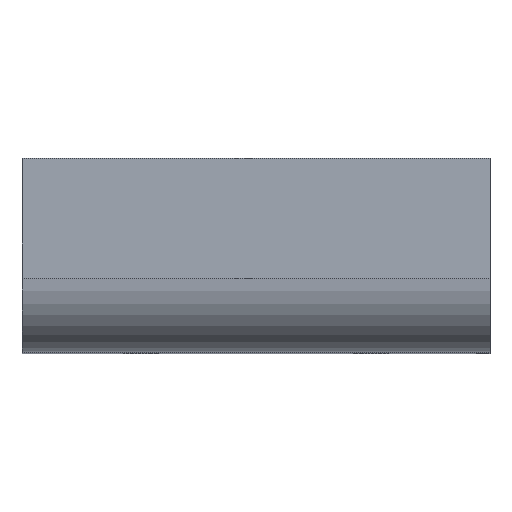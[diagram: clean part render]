
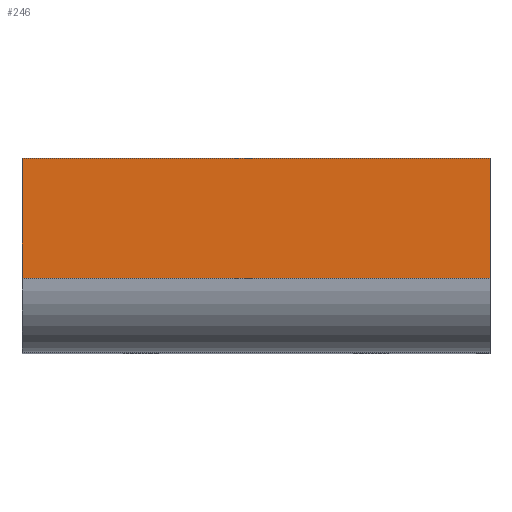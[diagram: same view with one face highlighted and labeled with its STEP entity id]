
A CAD part, top view. The second image highlights one B-rep face of the part: STEP entity #246.
In plain terms, the highlighted planar face has unit normal (0, 0, 1).
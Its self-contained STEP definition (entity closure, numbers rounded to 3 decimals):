
#77 = EDGE_CURVE ( 'NONE', #1212, #1537, #819, .T. ) ;
#91 = DIRECTION ( 'NONE',  ( 1., 0., 0. ) ) ;
#221 = CARTESIAN_POINT ( 'NONE',  ( 0., 26.2, 0. ) ) ;
#246 = ADVANCED_FACE ( 'NONE', ( #494 ), #1506, .T. ) ;
#340 = ORIENTED_EDGE ( 'NONE', *, *, #805, .F. ) ;
#375 = VERTEX_POINT ( 'NONE', #1119 ) ;
#448 = DIRECTION ( 'NONE',  ( -1., 0., 0. ) ) ;
#459 = ORIENTED_EDGE ( 'NONE', *, *, #77, .T. ) ;
#494 = FACE_OUTER_BOUND ( 'NONE', #1492, .T. ) ;
#503 = DIRECTION ( 'NONE',  ( 0., 1., 0. ) ) ;
#520 = ORIENTED_EDGE ( 'NONE', *, *, #1222, .T. ) ;
#576 = VECTOR ( 'NONE', #1303, 1000. ) ;
#591 = AXIS2_PLACEMENT_3D ( 'NONE', #748, #1264, #91 ) ;
#748 = CARTESIAN_POINT ( 'NONE',  ( 63.2, 0., 0. ) ) ;
#778 = EDGE_CURVE ( 'NONE', #375, #1496, #1435, .T. ) ;
#805 = EDGE_CURVE ( 'NONE', #375, #1537, #1159, .T. ) ;
#819 = LINE ( 'NONE', #949, #977 ) ;
#936 = VECTOR ( 'NONE', #1278, 1000. ) ;
#949 = CARTESIAN_POINT ( 'NONE',  ( 63.2, 26.2, 0. ) ) ;
#977 = VECTOR ( 'NONE', #448, 1000. ) ;
#1010 = CARTESIAN_POINT ( 'NONE',  ( 63.2, 10., 0. ) ) ;
#1015 = CARTESIAN_POINT ( 'NONE',  ( 63.2, 26.2, 0. ) ) ;
#1119 = CARTESIAN_POINT ( 'NONE',  ( 0., 10., 0. ) ) ;
#1159 = LINE ( 'NONE', #1673, #1426 ) ;
#1212 = VERTEX_POINT ( 'NONE', #1015 ) ;
#1222 = EDGE_CURVE ( 'NONE', #1496, #1212, #1421, .T. ) ;
#1264 = DIRECTION ( 'NONE',  ( 0., 0., 1. ) ) ;
#1278 = DIRECTION ( 'NONE',  ( 0., 1., 0. ) ) ;
#1303 = DIRECTION ( 'NONE',  ( 1., 0., 0. ) ) ;
#1421 = LINE ( 'NONE', #1433, #936 ) ;
#1426 = VECTOR ( 'NONE', #503, 1000. ) ;
#1433 = CARTESIAN_POINT ( 'NONE',  ( 63.2, 0., 0. ) ) ;
#1435 = LINE ( 'NONE', #1540, #576 ) ;
#1492 = EDGE_LOOP ( 'NONE', ( #340, #1636, #520, #459 ) ) ;
#1496 = VERTEX_POINT ( 'NONE', #1010 ) ;
#1506 = PLANE ( 'NONE',  #591 ) ;
#1537 = VERTEX_POINT ( 'NONE', #221 ) ;
#1540 = CARTESIAN_POINT ( 'NONE',  ( 63.2, 10., 0. ) ) ;
#1636 = ORIENTED_EDGE ( 'NONE', *, *, #778, .T. ) ;
#1673 = CARTESIAN_POINT ( 'NONE',  ( 0., 0., 0. ) ) ;
